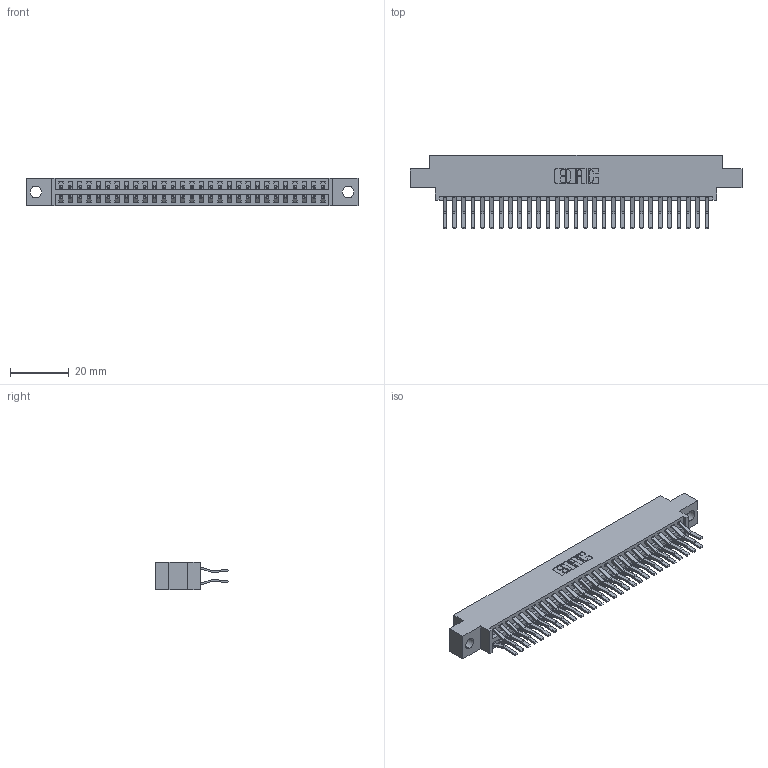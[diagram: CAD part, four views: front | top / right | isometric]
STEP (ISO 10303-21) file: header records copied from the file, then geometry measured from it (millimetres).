
FILE_DESCRIPTION (( 'STEP AP203' ), '1' );
FILE_NAME ('346-058-560-804.STEP', '2022-05-21T09:56:32', ( '' ), ( '' ), 'SwSTEP 2.0', 'SolidWorks 2020', '' );
FILE_SCHEMA (( 'CONFIG_CONTROL_DESIGN' ));
Length unit declared in the file: inch
Products named in the file (3): 345-292-001_560 Tail; 346 Part_0.170 Offset - 0.156 Dia-TH; 346-058-560-804
Assembly tree (59 placements, depth 2):
  346-058-560-804
    346 Part_0.170 Offset - 0.156 Dia-TH
    345-292-001_560 Tail  x58
Bounding box: 112.65 x 24.78 x 9.4 mm (x, y, z)
Volume: 11003.3 mm3; surface area: 15962.2 mm2
Topology: 59 solids, 59 shells, 3272 faces, 9715 edges, 6398 vertices
Faces by surface type: plane 2124, cylinder 1148
Entity records: 21315 total; most frequent: CARTESIAN_POINT 3538, ORIENTED_EDGE 3470, DIRECTION 3171, EDGE_CURVE 1735, VECTOR 1483, LINE 1483, VERTEX_POINT 1154, AXIS2_PLACEMENT_3D 844
